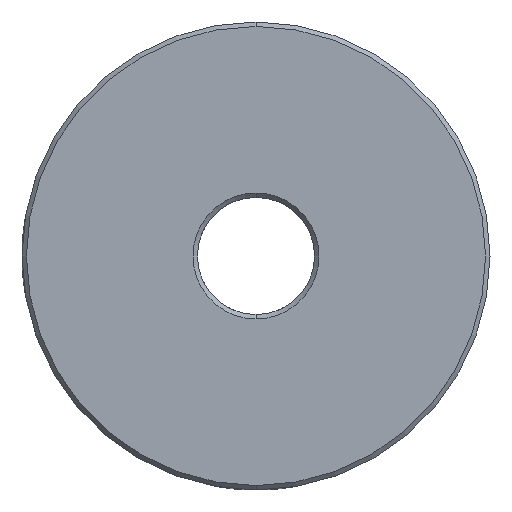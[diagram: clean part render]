
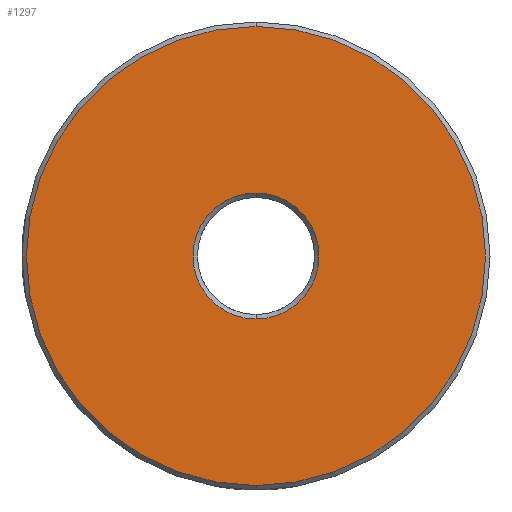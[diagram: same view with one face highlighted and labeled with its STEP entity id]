
A CAD part, left-side view. The second image highlights one B-rep face of the part: STEP entity #1297.
In plain terms, the highlighted planar face has unit normal (-1, 0, 0).
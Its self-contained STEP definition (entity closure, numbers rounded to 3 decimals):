
#313 = EDGE_LOOP ( 'NONE', ( #1725, #1726 ) ) ;
#336 = EDGE_LOOP ( 'NONE', ( #1727, #1728 ) ) ;
#1297 = ADVANCED_FACE ( 'NONE', ( #3020, #3023 ), #3297, .F. ) ;
#1366 = EDGE_CURVE ( 'NONE', #5834, #5833, #3163, .T. ) ;
#1380 = EDGE_CURVE ( 'NONE', #5835, #5836, #3185, .T. ) ;
#1448 = EDGE_CURVE ( 'NONE', #5836, #5835, #3262, .T. ) ;
#1449 = EDGE_CURVE ( 'NONE', #5833, #5834, #3263, .T. ) ;
#1725 = ORIENTED_EDGE ( 'NONE', *, *, #1448, .T. ) ;
#1726 = ORIENTED_EDGE ( 'NONE', *, *, #1380, .T. ) ;
#1727 = ORIENTED_EDGE ( 'NONE', *, *, #1366, .T. ) ;
#1728 = ORIENTED_EDGE ( 'NONE', *, *, #1449, .T. ) ;
#2213 = AXIS2_PLACEMENT_3D ( 'NONE', #3300, #3311, #3312 ) ;
#2218 = AXIS2_PLACEMENT_3D ( 'NONE', #3604, #3605, #3606 ) ;
#2282 = AXIS2_PLACEMENT_3D ( 'NONE', #3665, #3666, #3667 ) ;
#2307 = AXIS2_PLACEMENT_3D ( 'NONE', #4064, #4087, #4088 ) ;
#2308 = AXIS2_PLACEMENT_3D ( 'NONE', #4084, #4090, #4091 ) ;
#3020 = FACE_OUTER_BOUND ( 'NONE', #313, .T. ) ;
#3023 = FACE_BOUND ( 'NONE', #336, .T. ) ;
#3163 = CIRCLE ( 'NONE', #2218, 5.381 ) ;
#3185 = CIRCLE ( 'NONE', #2282, 19.619 ) ;
#3262 = CIRCLE ( 'NONE', #2307, 19.619 ) ;
#3263 = CIRCLE ( 'NONE', #2308, 5.381 ) ;
#3297 = PLANE ( 'NONE',  #2213 ) ;
#3300 = CARTESIAN_POINT ( 'NONE',  ( -27., 0., 0. ) ) ;
#3311 = DIRECTION ( 'NONE',  ( 1., 0., 0. ) ) ;
#3312 = DIRECTION ( 'NONE',  ( 0., 0., -1. ) ) ;
#3604 = CARTESIAN_POINT ( 'NONE',  ( -27., 0., 0. ) ) ;
#3605 = DIRECTION ( 'NONE',  ( 1., 0., 0. ) ) ;
#3606 = DIRECTION ( 'NONE',  ( 0., 0., -1. ) ) ;
#3665 = CARTESIAN_POINT ( 'NONE',  ( -27., 0., 0. ) ) ;
#3666 = DIRECTION ( 'NONE',  ( -1., 0., 0. ) ) ;
#3667 = DIRECTION ( 'NONE',  ( 0., 0., -1. ) ) ;
#4064 = CARTESIAN_POINT ( 'NONE',  ( -27., 0., 0. ) ) ;
#4084 = CARTESIAN_POINT ( 'NONE',  ( -27., 0., 0. ) ) ;
#4087 = DIRECTION ( 'NONE',  ( -1., 0., 0. ) ) ;
#4088 = DIRECTION ( 'NONE',  ( 0., 0., -1. ) ) ;
#4090 = DIRECTION ( 'NONE',  ( 1., 0., 0. ) ) ;
#4091 = DIRECTION ( 'NONE',  ( 0., 0., -1. ) ) ;
#5383 = CARTESIAN_POINT ( 'NONE',  ( -27., 0., -5.381 ) ) ;
#5384 = CARTESIAN_POINT ( 'NONE',  ( -27., 0., 5.381 ) ) ;
#5385 = CARTESIAN_POINT ( 'NONE',  ( -27., 0., 19.619 ) ) ;
#5386 = CARTESIAN_POINT ( 'NONE',  ( -27., 0., -19.619 ) ) ;
#5833 = VERTEX_POINT ( 'NONE', #5383 ) ;
#5834 = VERTEX_POINT ( 'NONE', #5384 ) ;
#5835 = VERTEX_POINT ( 'NONE', #5385 ) ;
#5836 = VERTEX_POINT ( 'NONE', #5386 ) ;
